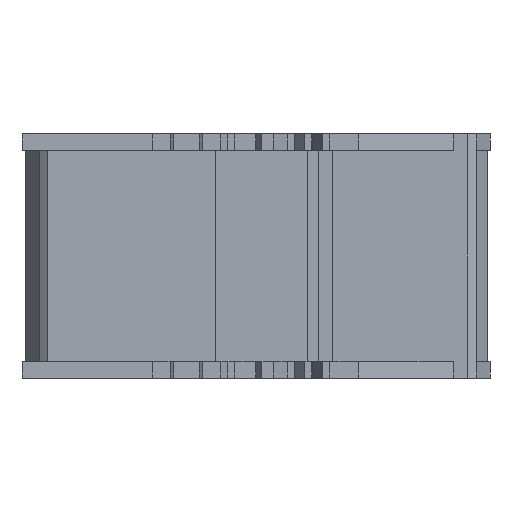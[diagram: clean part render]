
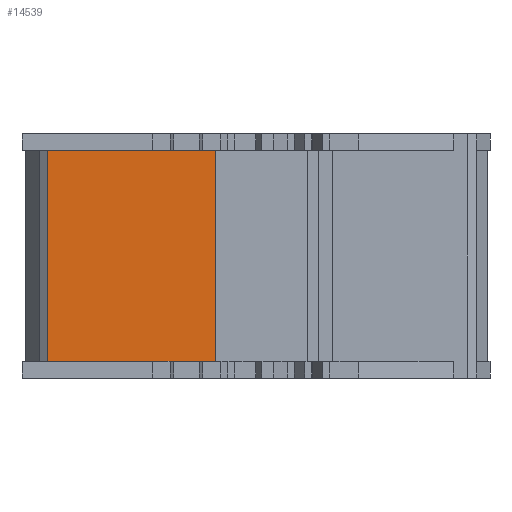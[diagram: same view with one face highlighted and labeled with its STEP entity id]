
A CAD part, front view. The second image highlights one B-rep face of the part: STEP entity #14539.
In plain terms, the highlighted planar face has unit normal (0, -1, 0).
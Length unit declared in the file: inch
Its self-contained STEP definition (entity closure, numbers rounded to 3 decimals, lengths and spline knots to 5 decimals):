
#914 = CARTESIAN_POINT ( 'NONE',  ( 0., 0.08149, 1.50165 ) ) ;
#1116 = EDGE_LOOP ( 'NONE', ( #19335, #7988, #6671, #3923 ) ) ;
#2022 = EDGE_CURVE ( 'NONE', #19726, #5445, #9380, .T. ) ;
#3057 = CARTESIAN_POINT ( 'NONE',  ( 0., 0.08149, -0.02835 ) ) ;
#3207 = AXIS2_PLACEMENT_3D ( 'NONE', #11593, #14747, #22256 ) ;
#3237 = DIRECTION ( 'NONE',  ( 0., 0., -1. ) ) ;
#3923 = ORIENTED_EDGE ( 'NONE', *, *, #15664, .F. ) ;
#5015 = VERTEX_POINT ( 'NONE', #13025 ) ;
#5152 = EDGE_CURVE ( 'NONE', #19362, #19726, #13703, .T. ) ;
#5244 = CARTESIAN_POINT ( 'NONE',  ( -0.30036, 0.08149, 1.50165 ) ) ;
#5355 = DIRECTION ( 'NONE',  ( 1., 0., 0. ) ) ;
#5445 = VERTEX_POINT ( 'NONE', #5244 ) ;
#6137 = CARTESIAN_POINT ( 'NONE',  ( -1.51201, 0.08149, -0.02835 ) ) ;
#6322 = EDGE_CURVE ( 'NONE', #19362, #5015, #15115, .T. ) ;
#6466 = PLANE ( 'NONE',  #3207 ) ;
#6510 = DIRECTION ( 'NONE',  ( 0., 0., 1. ) ) ;
#6671 = ORIENTED_EDGE ( 'NONE', *, *, #6322, .T. ) ;
#7988 = ORIENTED_EDGE ( 'NONE', *, *, #5152, .F. ) ;
#9380 = LINE ( 'NONE', #914, #10825 ) ;
#9402 = FACE_OUTER_BOUND ( 'NONE', #1116, .T. ) ;
#10374 = VECTOR ( 'NONE', #3237, 39.37008 ) ;
#10825 = VECTOR ( 'NONE', #20053, 39.37008 ) ;
#11593 = CARTESIAN_POINT ( 'NONE',  ( 0., 0.08149, -0.02835 ) ) ;
#13025 = CARTESIAN_POINT ( 'NONE',  ( -0.30036, 0.08149, -0.02835 ) ) ;
#13185 = CARTESIAN_POINT ( 'NONE',  ( -1.51201, 0.08149, 1.50165 ) ) ;
#13703 = LINE ( 'NONE', #18937, #22524 ) ;
#14539 = ADVANCED_FACE ( 'NONE', ( #9402 ), #6466, .T. ) ;
#14747 = DIRECTION ( 'NONE',  ( 0., -1., 0. ) ) ;
#15115 = LINE ( 'NONE', #3057, #16923 ) ;
#15407 = LINE ( 'NONE', #18902, #10374 ) ;
#15664 = EDGE_CURVE ( 'NONE', #5445, #5015, #15407, .T. ) ;
#16923 = VECTOR ( 'NONE', #5355, 39.37008 ) ;
#18902 = CARTESIAN_POINT ( 'NONE',  ( -0.30036, 0.08149, -0.02835 ) ) ;
#18937 = CARTESIAN_POINT ( 'NONE',  ( -1.51201, 0.08149, -0.15 ) ) ;
#19335 = ORIENTED_EDGE ( 'NONE', *, *, #2022, .F. ) ;
#19362 = VERTEX_POINT ( 'NONE', #6137 ) ;
#19726 = VERTEX_POINT ( 'NONE', #13185 ) ;
#20053 = DIRECTION ( 'NONE',  ( 1., 0., 0. ) ) ;
#22256 = DIRECTION ( 'NONE',  ( 1., 0., 0. ) ) ;
#22524 = VECTOR ( 'NONE', #6510, 39.37008 ) ;
